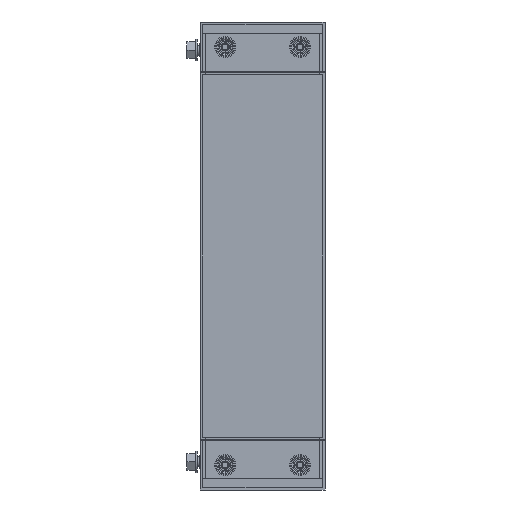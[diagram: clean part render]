
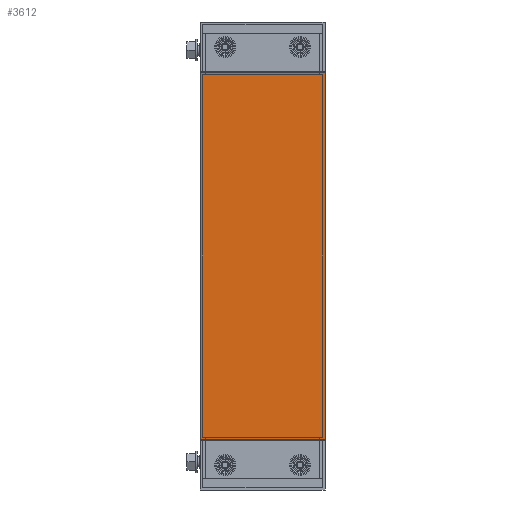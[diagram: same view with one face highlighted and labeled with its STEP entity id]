
A CAD part, left-side view. The second image highlights one B-rep face of the part: STEP entity #3612.
In plain terms, the highlighted planar face has unit normal (-1, 0, 0).
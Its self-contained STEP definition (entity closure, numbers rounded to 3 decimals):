
#100 = PLANE ( 'NONE',  #9226 ) ;
#147 = EDGE_LOOP ( 'NONE', ( #1623, #4918, #1902, #492 ) ) ;
#258 = DIRECTION ( 'NONE',  ( 0., 0., 1. ) ) ;
#337 = VECTOR ( 'NONE', #1870, 1000. ) ;
#492 = ORIENTED_EDGE ( 'NONE', *, *, #5912, .T. ) ;
#711 = LINE ( 'NONE', #3748, #5151 ) ;
#963 = DIRECTION ( 'NONE',  ( -1., 0., 0. ) ) ;
#1020 = CARTESIAN_POINT ( 'NONE',  ( 0., 0., 40.4 ) ) ;
#1024 = VERTEX_POINT ( 'NONE', #2767 ) ;
#1266 = CARTESIAN_POINT ( 'NONE',  ( 0., -100., 40.4 ) ) ;
#1623 = ORIENTED_EDGE ( 'NONE', *, *, #8918, .T. ) ;
#1870 = DIRECTION ( 'NONE',  ( 0., 0., -1. ) ) ;
#1902 = ORIENTED_EDGE ( 'NONE', *, *, #2719, .T. ) ;
#2328 = VERTEX_POINT ( 'NONE', #6910 ) ;
#2719 = EDGE_CURVE ( 'NONE', #2328, #9128, #711, .T. ) ;
#2767 = CARTESIAN_POINT ( 'NONE',  ( 0., 0., 40.4 ) ) ;
#2899 = CARTESIAN_POINT ( 'NONE',  ( 0., 0., 334.6 ) ) ;
#3524 = CARTESIAN_POINT ( 'NONE',  ( 0., 0., 40.4 ) ) ;
#3612 = ADVANCED_FACE ( 'NONE', ( #7854 ), #100, .T. ) ;
#3748 = CARTESIAN_POINT ( 'NONE',  ( 0., 0., 334.6 ) ) ;
#3925 = VECTOR ( 'NONE', #4761, 1000. ) ;
#4577 = EDGE_CURVE ( 'NONE', #6086, #2328, #5066, .T. ) ;
#4761 = DIRECTION ( 'NONE',  ( 0., -1., 0. ) ) ;
#4918 = ORIENTED_EDGE ( 'NONE', *, *, #4577, .T. ) ;
#5066 = LINE ( 'NONE', #1266, #8157 ) ;
#5151 = VECTOR ( 'NONE', #8458, 1000. ) ;
#5912 = EDGE_CURVE ( 'NONE', #9128, #1024, #9503, .T. ) ;
#6086 = VERTEX_POINT ( 'NONE', #7678 ) ;
#6910 = CARTESIAN_POINT ( 'NONE',  ( 0., -100., 334.6 ) ) ;
#7148 = CARTESIAN_POINT ( 'NONE',  ( 0., 0., 0. ) ) ;
#7678 = CARTESIAN_POINT ( 'NONE',  ( 0., -100., 40.4 ) ) ;
#7854 = FACE_OUTER_BOUND ( 'NONE', #147, .T. ) ;
#8157 = VECTOR ( 'NONE', #9729, 1000. ) ;
#8458 = DIRECTION ( 'NONE',  ( 0., 1., 0. ) ) ;
#8918 = EDGE_CURVE ( 'NONE', #1024, #6086, #9281, .T. ) ;
#9128 = VERTEX_POINT ( 'NONE', #2899 ) ;
#9226 = AXIS2_PLACEMENT_3D ( 'NONE', #7148, #963, #258 ) ;
#9281 = LINE ( 'NONE', #1020, #3925 ) ;
#9503 = LINE ( 'NONE', #3524, #337 ) ;
#9729 = DIRECTION ( 'NONE',  ( 0., 0., 1. ) ) ;
